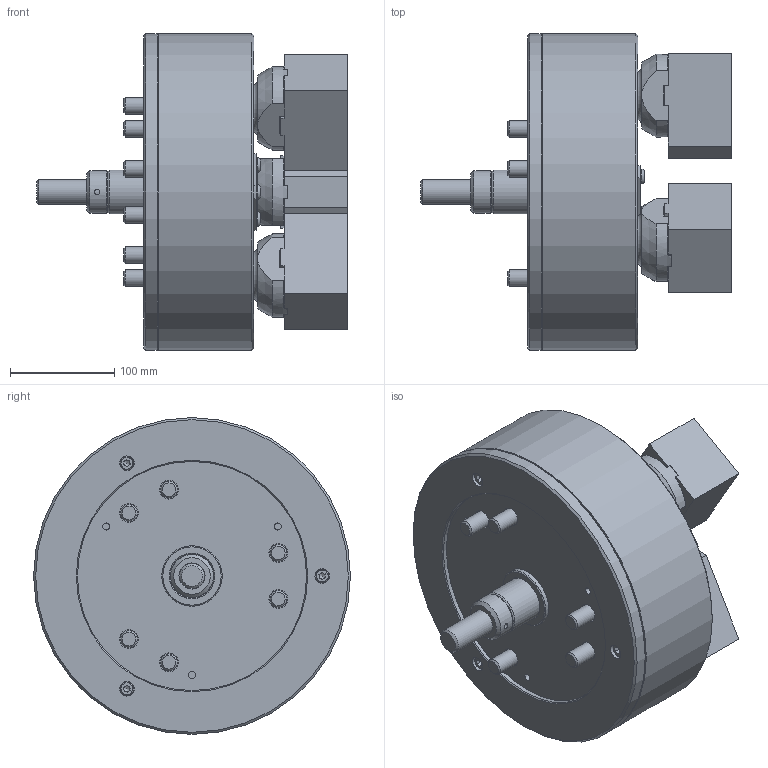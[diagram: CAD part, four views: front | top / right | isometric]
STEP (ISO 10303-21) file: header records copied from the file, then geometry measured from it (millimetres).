
FILE_DESCRIPTION (( 'STEP AP203' ), '1' );
FILE_NAME ('CF-3W-12.STEP', '2024-09-30T07:33:15', ( '' ), ( '' ), 'SwSTEP 2.0', 'SolidWorks 2020', '' );
FILE_SCHEMA (( 'CONFIG_CONTROL_DESIGN' ));
Length unit declared in the file: millimetre
Products named in the file (15): 圓頭內六角螺栓_M12x25; CF-3W-12-01000; 圓頭內六角螺栓_M16x105; CF-3W-12; CF-3W-10-05010; CF-3W-12-03000; CF-3W-10-20000; 半圓頭六角孔螺栓_M8x12; CF-3W-10-21010; 圓頭內六角螺栓_M8x18; CF-3W-10-08010_000; CF-3W-10-18000; CF-3W-10-22000; CF-3W-10-12000; 圓頭內六角螺栓_M6x16
Assembly tree (51 placements, depth 2):
  CF-3W-12
    CF-3W-12-01000
    CF-3W-10-05010  x3
    CF-3W-10-20000
    CF-3W-10-21010  x3
    CF-3W-10-08010_000
    CF-3W-10-22000  x3
    圓頭內六角螺栓_M6x16  x18
    圓頭內六角螺栓_M16x105  x6
    CF-3W-12-03000
    半圓頭六角孔螺栓_M8x12  x3
    圓頭內六角螺栓_M8x18  x3
    CF-3W-10-18000
    CF-3W-10-12000
    圓頭內六角螺栓_M12x25  x6
Bounding box: 297.92 x 304 x 304 mm (x, y, z)
Volume: 8390051.2 mm3; surface area: 892886.6 mm2
Topology: 51 solids, 51 shells, 1254 faces, 2892 edges, 1818 vertices
Faces by surface type: plane 801, cylinder 234, cone 204, torus 9, sphere 6
Full cylindrical faces by diameter (mm): 5 x19, 6 x18, 6.6 x18, 6.8 x6, 8 x6, 8.5 x12, 9 x6, 10 x18, 10.2 x6, 11 x18, 12 x6, 13 x15, 14 x6, 16 x6, 17 x6, 18 x12, 20 x6, 21 x1, 24 x7, 24.5 x1, 25 x6, 36 x1, 37 x1, 41 x1, 42 x2, 45 x2, 58 x1, 66 x6, 94 x6, 130 x1
Entity records: 12853 total; most frequent: DIRECTION 1896, CARTESIAN_POINT 1854, ORIENTED_EDGE 1336, AXIS2_PLACEMENT_3D 793, EDGE_LOOP 687, EDGE_CURVE 668, VERTEX_POINT 519, FACE_OUTER_BOUND 512
